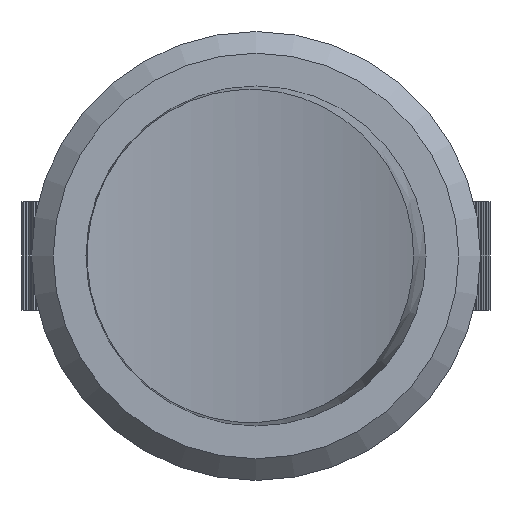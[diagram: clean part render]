
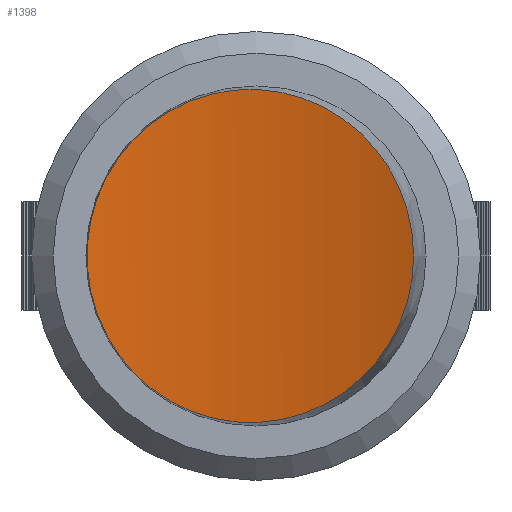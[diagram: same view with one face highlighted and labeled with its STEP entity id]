
A CAD part, front view. The second image highlights one B-rep face of the part: STEP entity #1398.
In plain terms, the highlighted cylindrical face has radius 27 mm (diameter 54 mm), a partial arc.
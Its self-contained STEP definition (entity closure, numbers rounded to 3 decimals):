
#1398=ADVANCED_FACE('',(#2483),#2485,.F.);
#2483=FACE_BOUND('',#2484,.T.);
#2484=EDGE_LOOP('',(#3347));
#2485=CYLINDRICAL_SURFACE('',#2486,27.);
#2486=AXIS2_PLACEMENT_3D('',#2487,#2488,#2489);
#2487=CARTESIAN_POINT('',(-5.308,-28.813,-10.));
#2488=DIRECTION('',(0.,0.,1.));
#2489=DIRECTION('',(0.411,0.912,0.));
#3347=ORIENTED_EDGE('',*,*,#3776,.F.);
#3776=EDGE_CURVE('',#4489,#4489,#4490,.F.);
#4489=VERTEX_POINT('',#6105);
#4490=B_SPLINE_CURVE_WITH_KNOTS('',3,
(#6106,#6107,#6108,#6109,#6110,#6111,#6112,#6113,#6114,#6115,#6116,#6117,#6118,#6119,
#6120,#6121,#6122,#6123,#6124,#6125,#6126,#6127,#6128,#6129,#6130,#6131,#6132,#6133,
#6134,#6135,#6136,#6137,#6138,#6139,#6140,#6141,#6142,#6143,#6144,#6145,#6146,#6147,
#6148,#6149,#6150,#6151,#6152,#6153,#6154,#6155,#6156,#6157,#6158,#6159,#6160,#6161,
#6162,#6163,#6164,#6165,#6166,#6167,#6168,#6169,#6170,#6171,#6172,#6173),
.UNSPECIFIED.,.T.,.F.,
(4,1,1,1,1,1,1,1,1,1,1,1,1,1,1,1,1,1,1,1,1,1,1,1,1,1,1,1,1,1,1,1,1,1,1,1,1,1,1,1,
1,1,1,1,1,1,1,1,1,1,1,1,1,1,1,1,1,1,1,1,1,1,1,1,1,4),
(0.,0.018,0.033,0.046,0.059,0.074,
0.09,0.108,0.126,0.143,0.16,
0.177,0.193,0.209,0.224,0.238,
0.251,0.252,0.266,0.284,0.304,
0.323,0.343,0.362,0.382,0.4,
0.412,0.416,0.429,0.443,0.458,
0.473,0.491,0.5,0.51,0.527,
0.542,0.557,0.573,0.588,0.589,
0.603,0.617,0.633,0.65,0.67,
0.69,0.709,0.729,0.748,0.749,
0.766,0.781,0.795,0.81,0.828,
0.846,0.865,0.884,0.903,0.922,
0.94,0.957,0.972,0.986,1.),
.UNSPECIFIED.);
#6105=CARTESIAN_POINT('',(5.792,-4.2,0.));
#6106=CARTESIAN_POINT('',(5.792,-4.2,0.));
#6107=CARTESIAN_POINT('',(5.792,-4.2,0.232));
#6108=CARTESIAN_POINT('',(5.768,-4.189,0.655));
#6109=CARTESIAN_POINT('',(5.677,-4.148,1.232));
#6110=CARTESIAN_POINT('',(5.551,-4.093,1.741));
#6111=CARTESIAN_POINT('',(5.384,-4.02,2.24));
#6112=CARTESIAN_POINT('',(5.157,-3.923,2.762));
#6113=CARTESIAN_POINT('',(4.858,-3.799,3.301));
#6114=CARTESIAN_POINT('',(4.488,-3.651,3.831));
#6115=CARTESIAN_POINT('',(4.051,-3.485,4.331));
#6116=CARTESIAN_POINT('',(3.568,-3.312,4.774));
#6117=CARTESIAN_POINT('',(3.057,-3.14,5.15));
#6118=CARTESIAN_POINT('',(2.522,-2.971,5.465));
#6119=CARTESIAN_POINT('',(1.971,-2.811,5.716));
#6120=CARTESIAN_POINT('',(1.414,-2.661,5.905));
#6121=CARTESIAN_POINT('',(0.875,-2.528,6.031));
#6122=CARTESIAN_POINT('',(0.353,-2.411,6.104));
#6123=CARTESIAN_POINT('',(-0.005,-2.338,6.122));
#6124=CARTESIAN_POINT('',(-0.368,-2.268,6.124));
#6125=CARTESIAN_POINT('',(-0.784,-2.192,6.105));
#6126=CARTESIAN_POINT('',(-1.427,-2.09,6.01));
#6127=CARTESIAN_POINT('',(-2.125,-1.998,5.819));
#6128=CARTESIAN_POINT('',(-2.821,-1.925,5.53));
#6129=CARTESIAN_POINT('',(-3.477,-1.873,5.154));
#6130=CARTESIAN_POINT('',(-4.086,-1.838,4.695));
#6131=CARTESIAN_POINT('',(-4.615,-1.82,4.178));
#6132=CARTESIAN_POINT('',(-5.017,-1.814,3.679));
#6133=CARTESIAN_POINT('',(-5.253,-1.813,3.322));
#6134=CARTESIAN_POINT('',(-5.445,-1.813,2.998));
#6135=CARTESIAN_POINT('',(-5.632,-1.814,2.64));
#6136=CARTESIAN_POINT('',(-5.843,-1.818,2.133));
#6137=CARTESIAN_POINT('',(-6.011,-1.822,1.597));
#6138=CARTESIAN_POINT('',(-6.142,-1.826,0.993));
#6139=CARTESIAN_POINT('',(-6.201,-1.828,0.458));
#6140=CARTESIAN_POINT('',(-6.213,-1.828,-0.013));
#6141=CARTESIAN_POINT('',(-6.2,-1.828,-0.471));
#6142=CARTESIAN_POINT('',(-6.139,-1.826,-1.003));
#6143=CARTESIAN_POINT('',(-6.01,-1.822,-1.602));
#6144=CARTESIAN_POINT('',(-5.832,-1.818,-2.168));
#6145=CARTESIAN_POINT('',(-5.597,-1.814,-2.717));
#6146=CARTESIAN_POINT('',(-5.401,-1.813,-3.076));
#6147=CARTESIAN_POINT('',(-5.199,-1.813,-3.405));
#6148=CARTESIAN_POINT('',(-4.988,-1.814,-3.716));
#6149=CARTESIAN_POINT('',(-4.631,-1.82,-4.152));
#6150=CARTESIAN_POINT('',(-4.206,-1.834,-4.582));
#6151=CARTESIAN_POINT('',(-3.68,-1.86,-5.012));
#6152=CARTESIAN_POINT('',(-3.06,-1.904,-5.406));
#6153=CARTESIAN_POINT('',(-2.372,-1.97,-5.729));
#6154=CARTESIAN_POINT('',(-1.652,-2.058,-5.96));
#6155=CARTESIAN_POINT('',(-0.926,-2.167,-6.094));
#6156=CARTESIAN_POINT('',(-0.43,-2.256,-6.124));
#6157=CARTESIAN_POINT('',(0.037,-2.346,-6.122));
#6158=CARTESIAN_POINT('',(0.46,-2.434,-6.096));
#6159=CARTESIAN_POINT('',(1.038,-2.567,-5.998));
#6160=CARTESIAN_POINT('',(1.575,-2.703,-5.855));
#6161=CARTESIAN_POINT('',(2.119,-2.852,-5.655));
#6162=CARTESIAN_POINT('',(2.686,-3.021,-5.378));
#6163=CARTESIAN_POINT('',(3.26,-3.206,-5.014));
#6164=CARTESIAN_POINT('',(3.807,-3.396,-4.57));
#6165=CARTESIAN_POINT('',(4.304,-3.58,-4.058));
#6166=CARTESIAN_POINT('',(4.737,-3.75,-3.493));
#6167=CARTESIAN_POINT('',(5.095,-3.897,-2.892));
#6168=CARTESIAN_POINT('',(5.375,-4.016,-2.274));
#6169=CARTESIAN_POINT('',(5.575,-4.103,-1.668));
#6170=CARTESIAN_POINT('',(5.705,-4.161,-1.085));
#6171=CARTESIAN_POINT('',(5.776,-4.193,-0.534));
#6172=CARTESIAN_POINT('',(5.792,-4.2,-0.175));
#6173=CARTESIAN_POINT('',(5.792,-4.2,0.));
